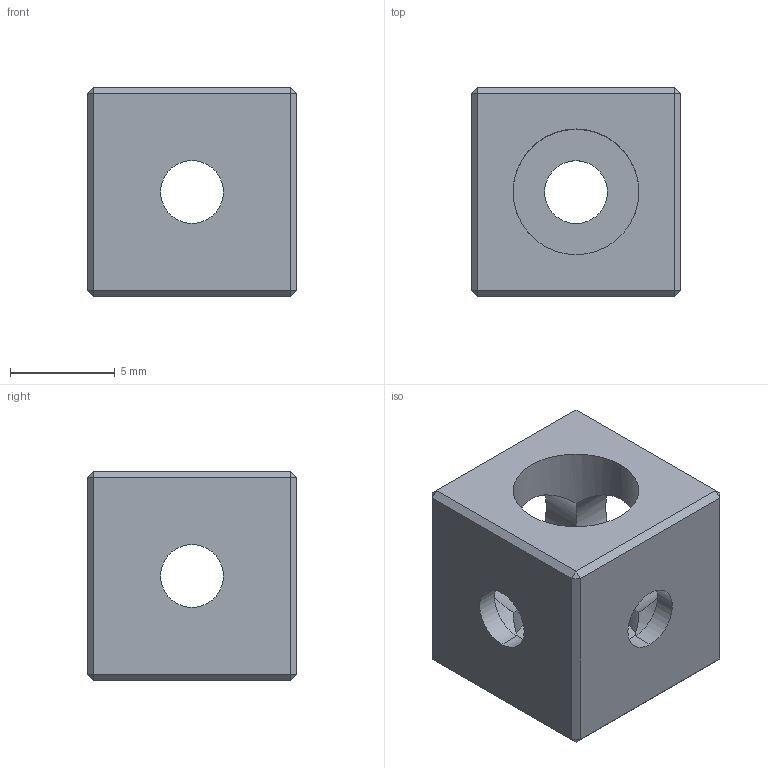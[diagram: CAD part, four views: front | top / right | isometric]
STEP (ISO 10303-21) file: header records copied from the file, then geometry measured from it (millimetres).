
FILE_DESCRIPTION (( 'STEP AP203' ), '1' );
FILE_NAME ('3籵源輸蟀諉璃.STEP', '2025-09-16T09:51:06', ( '' ), ( '' ), 'SwSTEP 2.0', 'SolidWorks 2022', '' );
FILE_SCHEMA (( 'CONFIG_CONTROL_DESIGN' ));
Length unit declared in the file: millimetre
Products named in the file (1): 3籵源輸蟀諉璃
Bounding box: 10 x 10 x 10 mm (x, y, z)
Volume: 515.6 mm3; surface area: 768 mm2
Topology: 1 solids, 1 shells, 47 faces, 110 edges, 64 vertices
Faces by surface type: plane 29, cylinder 18
Entity records: 1401 total; most frequent: CARTESIAN_POINT 282, ORIENTED_EDGE 220, DIRECTION 210, EDGE_CURVE 110, AXIS2_PLACEMENT_3D 72, VECTOR 66, LINE 66, VERTEX_POINT 64
